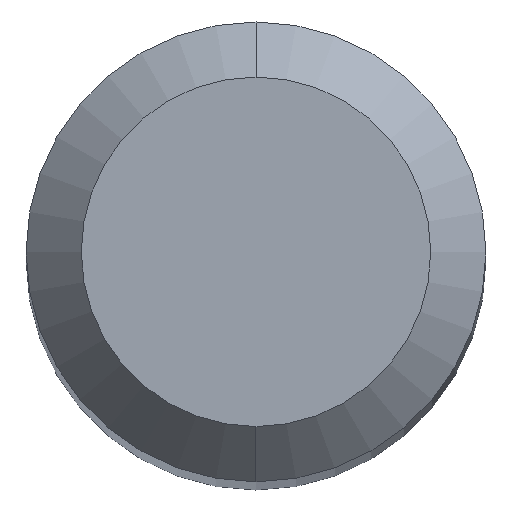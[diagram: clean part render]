
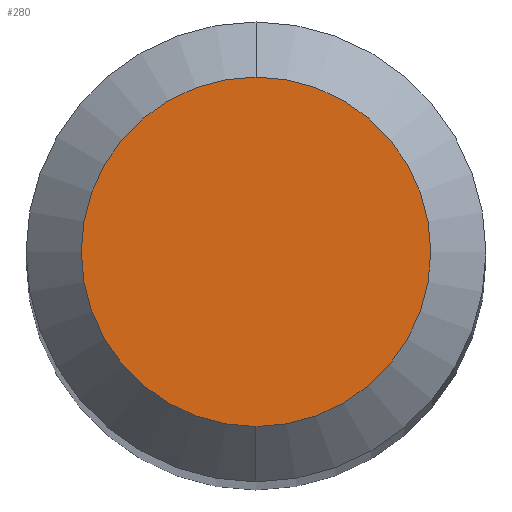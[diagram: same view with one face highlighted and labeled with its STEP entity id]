
A CAD part, top view. The second image highlights one B-rep face of the part: STEP entity #280.
In plain terms, the highlighted planar face has unit normal (0, 0, 1).
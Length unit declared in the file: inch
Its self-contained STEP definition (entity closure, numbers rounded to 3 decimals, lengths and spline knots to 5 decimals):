
#26 = CARTESIAN_POINT ( 'NONE',  ( 0., 0., 0. ) ) ;
#28 = ORIENTED_EDGE ( 'NONE', *, *, #148, .T. ) ;
#29 = DIRECTION ( 'NONE',  ( 0., -1., 0. ) ) ;
#54 = DIRECTION ( 'NONE',  ( 0., 0., 1. ) ) ;
#66 = CIRCLE ( 'NONE', #200, 0.0475 ) ;
#92 = EDGE_LOOP ( 'NONE', ( #28, #101 ) ) ;
#97 = DIRECTION ( 'NONE',  ( 0., -1., 0. ) ) ;
#101 = ORIENTED_EDGE ( 'NONE', *, *, #462, .T. ) ;
#108 = VERTEX_POINT ( 'NONE', #135 ) ;
#135 = CARTESIAN_POINT ( 'NONE',  ( 0., 0.0475, 0. ) ) ;
#148 = EDGE_CURVE ( 'NONE', #108, #220, #66, .T. ) ;
#156 = CARTESIAN_POINT ( 'NONE',  ( 0., -0.0475, 0. ) ) ;
#159 = DIRECTION ( 'NONE',  ( 0., 0., -1. ) ) ;
#180 = CIRCLE ( 'NONE', #350, 0.0475 ) ;
#188 = AXIS2_PLACEMENT_3D ( 'NONE', #321, #159, #245 ) ;
#200 = AXIS2_PLACEMENT_3D ( 'NONE', #26, #383, #29 ) ;
#220 = VERTEX_POINT ( 'NONE', #156 ) ;
#245 = DIRECTION ( 'NONE',  ( 0., 1., 0. ) ) ;
#280 = ADVANCED_FACE ( 'NONE', ( #317 ), #474, .F. ) ;
#293 = CARTESIAN_POINT ( 'NONE',  ( 0., 0., 0. ) ) ;
#317 = FACE_OUTER_BOUND ( 'NONE', #92, .T. ) ;
#321 = CARTESIAN_POINT ( 'NONE',  ( 0., 0.0475, 0. ) ) ;
#350 = AXIS2_PLACEMENT_3D ( 'NONE', #293, #54, #97 ) ;
#383 = DIRECTION ( 'NONE',  ( 0., 0., 1. ) ) ;
#462 = EDGE_CURVE ( 'NONE', #220, #108, #180, .T. ) ;
#474 = PLANE ( 'NONE',  #188 ) ;
